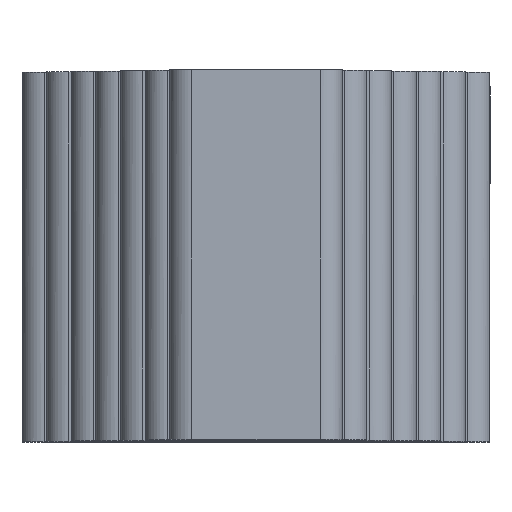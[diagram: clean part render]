
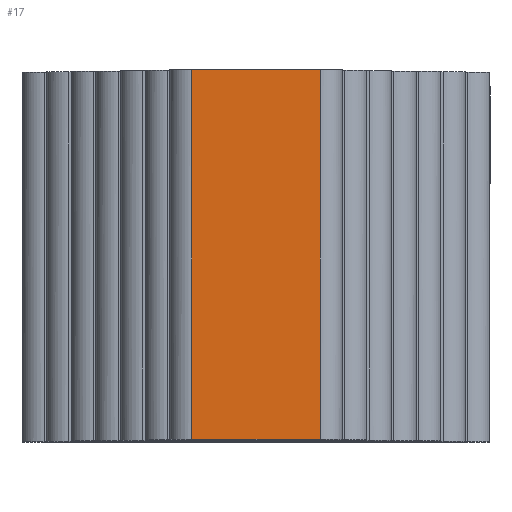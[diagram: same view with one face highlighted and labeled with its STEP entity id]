
A CAD part, top view. The second image highlights one B-rep face of the part: STEP entity #17.
In plain terms, the highlighted planar face has unit normal (0, 0, 1).
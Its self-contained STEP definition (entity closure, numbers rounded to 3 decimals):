
#17=ADVANCED_FACE('',(#175),#2582,.T.);
#175=FACE_OUTER_BOUND('',#333,.T.);
#333=EDGE_LOOP('',(#499,#500,#501,#502));
#499=ORIENTED_EDGE('',*,*,#1480,.T.);
#500=ORIENTED_EDGE('',*,*,#1478,.T.);
#501=ORIENTED_EDGE('',*,*,#1475,.T.);
#502=ORIENTED_EDGE('',*,*,#1473,.T.);
#1473=EDGE_CURVE('',#2292,#2296,#1973,.T.);
#1475=EDGE_CURVE('',#2290,#2292,#1975,.T.);
#1478=EDGE_CURVE('',#2293,#2290,#1976,.T.);
#1480=EDGE_CURVE('',#2296,#2293,#1978,.T.);
#1973=B_SPLINE_CURVE_WITH_KNOTS('',1,(#3615,#3616),.UNSPECIFIED.,.F.,.F.,
(2,2),(22.9,28.1),.UNSPECIFIED.);
#1975=B_SPLINE_CURVE_WITH_KNOTS('',1,(#3619,#3620),.UNSPECIFIED.,.F.,.F.,
(2,2),(0.,15.),.UNSPECIFIED.);
#1976=B_SPLINE_CURVE_WITH_KNOTS('',1,(#3627,#3628),.UNSPECIFIED.,.F.,.F.,
(2,2),(0.9,6.1),.UNSPECIFIED.);
#1978=B_SPLINE_CURVE_WITH_KNOTS('',1,(#3631,#3632),.UNSPECIFIED.,.F.,.F.,
(2,2),(0.,15.),.UNSPECIFIED.);
#2290=VERTEX_POINT('',#3148);
#2292=VERTEX_POINT('',#3150);
#2293=VERTEX_POINT('',#3151);
#2296=VERTEX_POINT('',#3154);
#2582=PLANE('',#2734);
#2734=AXIS2_PLACEMENT_3D('',#3018,#2876,$);
#2876=DIRECTION('',(0.,0.,1.));
#3018=CARTESIAN_POINT('',(6.,0.,70.));
#3148=CARTESIAN_POINT('',(12.1,0.,70.));
#3150=CARTESIAN_POINT('',(12.1,15.,70.));
#3151=CARTESIAN_POINT('',(6.9,0.,70.));
#3154=CARTESIAN_POINT('',(6.9,15.,70.));
#3615=CARTESIAN_POINT('',(12.1,15.,70.));
#3616=CARTESIAN_POINT('',(6.9,15.,70.));
#3619=CARTESIAN_POINT('',(12.1,0.,70.));
#3620=CARTESIAN_POINT('',(12.1,15.,70.));
#3627=CARTESIAN_POINT('',(6.9,0.,70.));
#3628=CARTESIAN_POINT('',(12.1,0.,70.));
#3631=CARTESIAN_POINT('',(6.9,15.,70.));
#3632=CARTESIAN_POINT('',(6.9,0.,70.));
